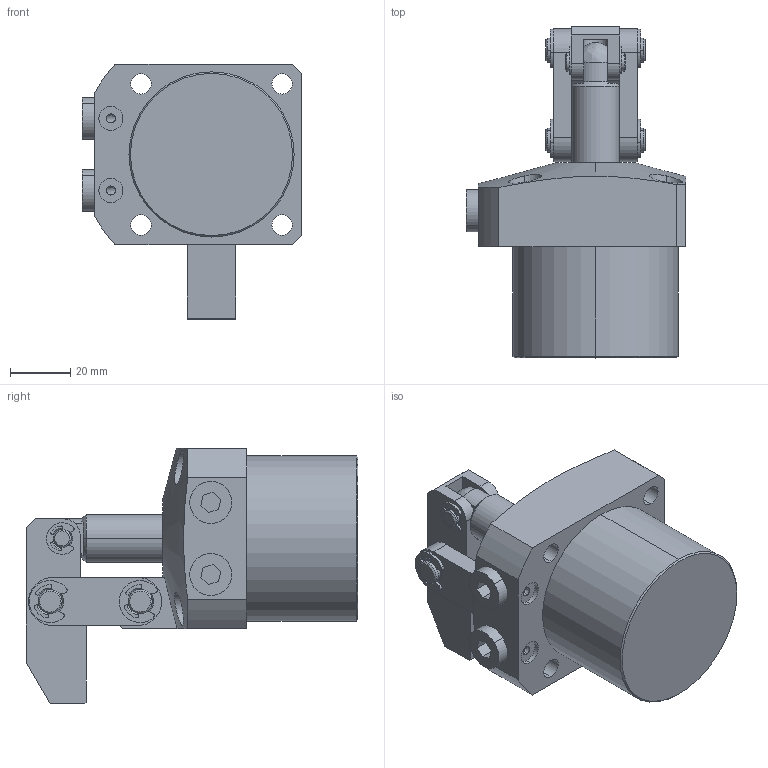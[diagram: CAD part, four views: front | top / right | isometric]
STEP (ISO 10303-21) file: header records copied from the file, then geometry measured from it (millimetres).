
FILE_DESCRIPTION (( 'STEP AP214' ), '1' );
FILE_NAME ('CLKA-055GL油压杠杆缸三维图.STEP', '2022-06-27T01:04:44', ( 'PC' ), ( '' ), 'SwSTEP 2.0', 'SolidWorks 2016', '' );
FILE_SCHEMA (( 'AUTOMOTIVE_DESIGN' ));
Length unit declared in the file: millimetre
Products named in the file (10): 055GL掛极; 囀鞠褒黑芛郔陔1-8; CLKA-055活塞杆_5; 开口挡圈6_3_4; CLKA-40揤旋2_3_4; 40酗种_3_4; 40傻种1_3_4; 开口挡圈8_3_4; CLKA-055GL油压杠杆缸三维图; CLKA-055蟀裝
Assembly tree (16 placements, depth 2):
  CLKA-055GL油压杠杆缸三维图
    开口挡圈8_3_4  x4
    40傻种1_3_4
    40酗种_3_4  x2
    CLKA-40揤旋2_3_4
    开口挡圈6_3_4  x2
    CLKA-055活塞杆_5
    囀鞠褒黑芛郔陔1-8  x2
    055GL掛极
    CLKA-055蟀裝  x2
Bounding box: 73 x 110.5 x 85 mm (x, y, z)
Volume: 187271.7 mm3; surface area: 52483.4 mm2
Topology: 16 solids, 16 shells, 427 faces, 1062 edges, 691 vertices
Faces by surface type: cylinder 225, plane 143, cone 54, bspline 5
Entity records: 8685 total; most frequent: CARTESIAN_POINT 1994, DIRECTION 1399, ORIENTED_EDGE 1248, EDGE_CURVE 624, AXIS2_PLACEMENT_3D 553, VERTEX_POINT 405, EDGE_LOOP 305, VECTOR 293
